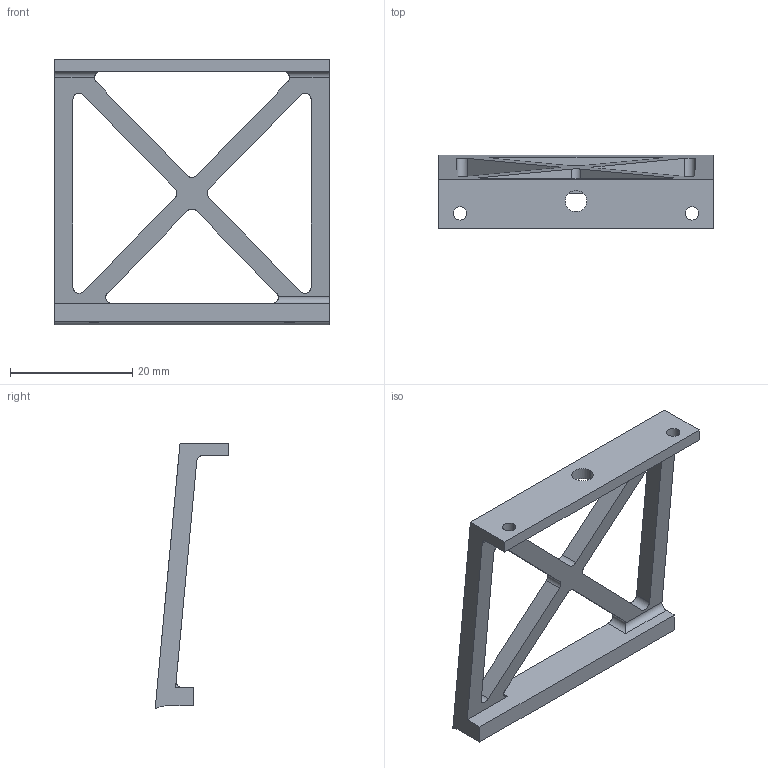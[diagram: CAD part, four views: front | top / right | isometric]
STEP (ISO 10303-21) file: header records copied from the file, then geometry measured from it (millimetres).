
FILE_DESCRIPTION (( 'STEP AP214' ), '1' );
FILE_NAME ('Fan_Rear.STEP', '2024-04-23T22:34:37', ( '' ), ( '' ), 'SwSTEP 2.0', 'SolidWorks 2024', '' );
FILE_SCHEMA (( 'AUTOMOTIVE_DESIGN' ));
Length unit declared in the file: millimetre
Products named in the file (1): Fan_Rear
Bounding box: 45 x 12.07 x 43.46 mm (x, y, z)
Volume: 3152.5 mm3; surface area: 3859 mm2
Topology: 1 solids, 1 shells, 51 faces, 153 edges, 102 vertices
Faces by surface type: cylinder 29, plane 22
Entity records: 1787 total; most frequent: CARTESIAN_POINT 438, ORIENTED_EDGE 306, DIRECTION 245, EDGE_CURVE 153, VERTEX_POINT 102, LINE 91, VECTOR 91, AXIS2_PLACEMENT_3D 77
